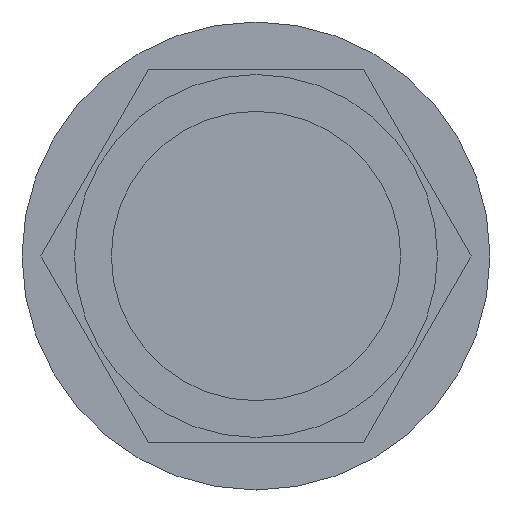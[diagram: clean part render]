
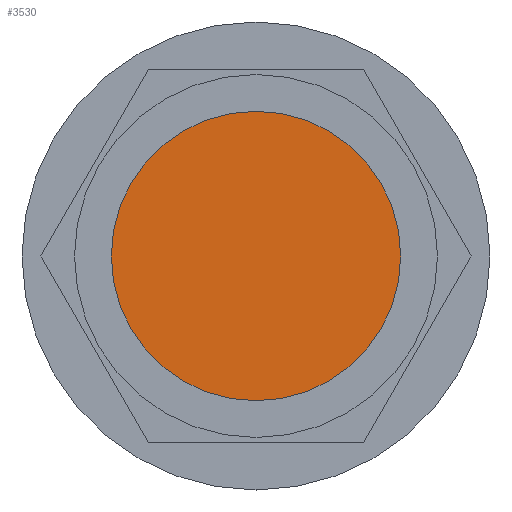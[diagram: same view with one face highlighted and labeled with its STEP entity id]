
A CAD part, left-side view. The second image highlights one B-rep face of the part: STEP entity #3530.
In plain terms, the highlighted face is planar.
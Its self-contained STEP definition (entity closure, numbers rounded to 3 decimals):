
#1590=CARTESIAN_POINT('',(-14685.979,2297.608,
0.));
#1600=VERTEX_POINT('',#1590);
#1650=CARTESIAN_POINT('',(-14685.979,2312.758,
0.));
#1660=DIRECTION('',(1.,0.,0.));
#1670=DIRECTION('',(0.,-1.,0.));
#1680=AXIS2_PLACEMENT_3D('',#1650,#1660,#1670);
#1690=CIRCLE('',#1680,15.15);
#1700=CARTESIAN_POINT('',(-14685.979,2327.908,
0.));
#1710=VERTEX_POINT('',#1700);
#1720=EDGE_CURVE('',#1600,#1710,#1690,.T.);
#3430=CARTESIAN_POINT('',(-14685.979,7022.832,
-4710.074));
#3440=DIRECTION('',(1.,0.,0.));
#3450=DIRECTION('',(0.,-1.,0.));
#3460=AXIS2_PLACEMENT_3D('',#3430,#3440,#3450);
#3470=PLANE('',#3460);
#3480=ORIENTED_EDGE('',*,*,#1720,.T.);
#3490=EDGE_CURVE('',#1710,#1600,#1690,.T.);
#3500=ORIENTED_EDGE('',*,*,#3490,.T.);
#3510=EDGE_LOOP('',(#3500,#3480));
#3520=FACE_OUTER_BOUND('',#3510,.T.);
#3530=ADVANCED_FACE('',(#3520),#3470,.T.);
